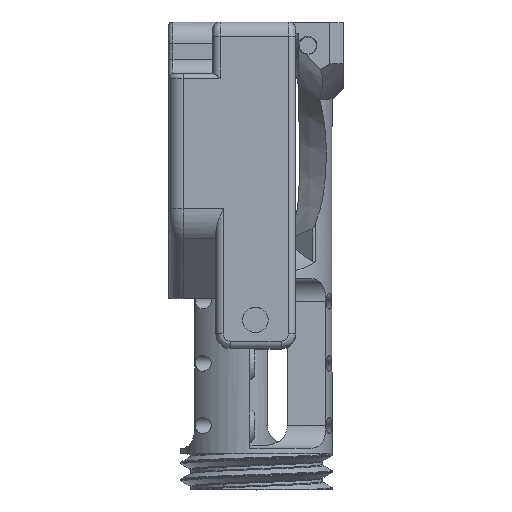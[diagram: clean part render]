
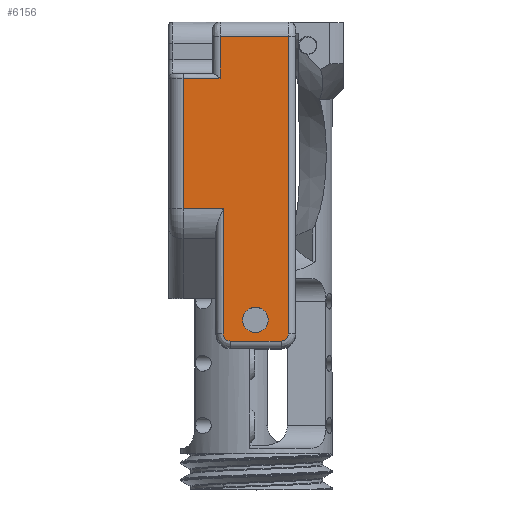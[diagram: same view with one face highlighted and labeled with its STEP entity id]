
A CAD part, top view. The second image highlights one B-rep face of the part: STEP entity #6156.
In plain terms, the highlighted planar face has unit normal (0, 0, 1).
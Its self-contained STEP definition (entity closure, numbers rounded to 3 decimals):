
#56=FACE_BOUND('',#1096,.T.);
#755=FACE_OUTER_BOUND('',#1095,.T.);
#1095=EDGE_LOOP('',(#4729,#4730,#4731,#4732,#4733,#4734,#4735,#4736,#4737,
#4738));
#1096=EDGE_LOOP('',(#4739));
#1446=CIRCLE('',#6601,2.25);
#1457=CIRCLE('',#6619,1.27);
#1459=CIRCLE('',#6622,1.27);
#1738=LINE('',#9757,#2139);
#1739=LINE('',#9775,#2140);
#1761=LINE('',#9863,#2162);
#1767=LINE('',#9882,#2168);
#1768=LINE('',#9896,#2169);
#1772=LINE('',#9943,#2173);
#1797=LINE('',#10111,#2198);
#1798=LINE('',#10112,#2199);
#2139=VECTOR('',#7587,10.);
#2140=VECTOR('',#7594,10.);
#2162=VECTOR('',#7674,1000.);
#2168=VECTOR('',#7696,10.);
#2169=VECTOR('',#7703,10.);
#2173=VECTOR('',#7727,10.);
#2198=VECTOR('',#7810,10.);
#2199=VECTOR('',#7811,2.54);
#2597=VERTEX_POINT('',#9754);
#2598=VERTEX_POINT('',#9756);
#2601=VERTEX_POINT('',#9763);
#2602=VERTEX_POINT('',#9774);
#2617=VERTEX_POINT('',#9814);
#2622=VERTEX_POINT('',#9829);
#2633=VERTEX_POINT('',#9856);
#2637=VERTEX_POINT('',#9878);
#2638=VERTEX_POINT('',#9880);
#2639=VERTEX_POINT('',#9892);
#2673=VERTEX_POINT('',#10110);
#3339=EDGE_CURVE('',#2597,#2598,#1738,.T.);
#3343=EDGE_CURVE('',#2601,#2602,#1739,.T.);
#3369=EDGE_CURVE('',#2622,#2622,#1446,.F.);
#3383=EDGE_CURVE('',#2617,#2633,#1761,.T.);
#3393=EDGE_CURVE('',#2638,#2637,#1767,.T.);
#3394=EDGE_CURVE('',#2637,#2639,#1457,.T.);
#3396=EDGE_CURVE('',#2639,#2633,#1768,.T.);
#3398=EDGE_CURVE('',#2598,#2638,#1459,.T.);
#3408=EDGE_CURVE('',#2602,#2597,#1772,.T.);
#3456=EDGE_CURVE('',#2673,#2601,#1797,.T.);
#3457=EDGE_CURVE('',#2673,#2617,#1798,.T.);
#4729=ORIENTED_EDGE('',*,*,#3456,.F.);
#4730=ORIENTED_EDGE('',*,*,#3457,.T.);
#4731=ORIENTED_EDGE('',*,*,#3383,.T.);
#4732=ORIENTED_EDGE('',*,*,#3396,.F.);
#4733=ORIENTED_EDGE('',*,*,#3394,.F.);
#4734=ORIENTED_EDGE('',*,*,#3393,.F.);
#4735=ORIENTED_EDGE('',*,*,#3398,.F.);
#4736=ORIENTED_EDGE('',*,*,#3339,.F.);
#4737=ORIENTED_EDGE('',*,*,#3408,.F.);
#4738=ORIENTED_EDGE('',*,*,#3343,.F.);
#4739=ORIENTED_EDGE('',*,*,#3369,.T.);
#5927=PLANE('',#6660);
#6156=ADVANCED_FACE('',(#755,#56),#5927,.F.);
#6601=AXIS2_PLACEMENT_3D('',#9830,#7648,#7649);
#6619=AXIS2_PLACEMENT_3D('',#9893,#7697,#7698);
#6622=AXIS2_PLACEMENT_3D('',#9907,#7705,#7706);
#6660=AXIS2_PLACEMENT_3D('',#10109,#7808,#7809);
#7587=DIRECTION('',(0.,-1.,0.));
#7594=DIRECTION('',(0.,1.,0.));
#7648=DIRECTION('center_axis',(0.,0.,
1.));
#7649=DIRECTION('ref_axis',(-1.,0.,0.));
#7674=DIRECTION('',(1.,0.,0.));
#7696=DIRECTION('',(-1.,0.,0.));
#7697=DIRECTION('center_axis',(0.,0.,
-1.));
#7698=DIRECTION('ref_axis',(-0.707,-0.707,0.));
#7703=DIRECTION('',(0.,1.,0.));
#7705=DIRECTION('center_axis',(0.,0.,
-1.));
#7706=DIRECTION('ref_axis',(0.707,-0.707,0.));
#7727=DIRECTION('',(1.,0.,0.));
#7808=DIRECTION('center_axis',(0.,0.,
-1.));
#7809=DIRECTION('ref_axis',(0.,1.,0.));
#7810=DIRECTION('',(1.,0.,0.));
#7811=DIRECTION('',(0.,-1.,0.));
#9754=CARTESIAN_POINT('',(5.829,-128.881,85.148));
#9756=CARTESIAN_POINT('',(5.829,-181.455,85.148));
#9757=CARTESIAN_POINT('',(5.829,-124.341,85.148));
#9763=CARTESIAN_POINT('',(-6.257,-136.278,85.148));
#9774=CARTESIAN_POINT('',(-6.257,-128.881,85.148));
#9775=CARTESIAN_POINT('',(-6.257,-132.516,85.148));
#9814=CARTESIAN_POINT('',(-12.789,-159.351,85.148));
#9829=CARTESIAN_POINT('',(2.25,-178.995,85.148));
#9830=CARTESIAN_POINT('Origin',(0.,-178.995,
85.148));
#9856=CARTESIAN_POINT('',(-5.715,-159.351,85.148));
#9863=CARTESIAN_POINT('',(4.559,-159.351,85.148));
#9878=CARTESIAN_POINT('',(-4.445,-182.725,85.148));
#9880=CARTESIAN_POINT('',(4.559,-182.725,85.148));
#9882=CARTESIAN_POINT('',(1.543,-182.725,85.148));
#9892=CARTESIAN_POINT('',(-5.715,-181.455,85.148));
#9893=CARTESIAN_POINT('Origin',(-4.445,-181.455,85.148));
#9896=CARTESIAN_POINT('',(-5.715,-148.604,85.148));
#9907=CARTESIAN_POINT('Origin',(4.559,-181.455,85.148));
#9943=CARTESIAN_POINT('',(-0.1,-128.881,85.148));
#10109=CARTESIAN_POINT('Origin',(10.071,-124.341,85.148));
#10110=CARTESIAN_POINT('',(-12.789,-136.278,85.148));
#10111=CARTESIAN_POINT('',(-2.629,-136.278,85.148));
#10112=CARTESIAN_POINT('',(-12.789,-124.341,85.148));
